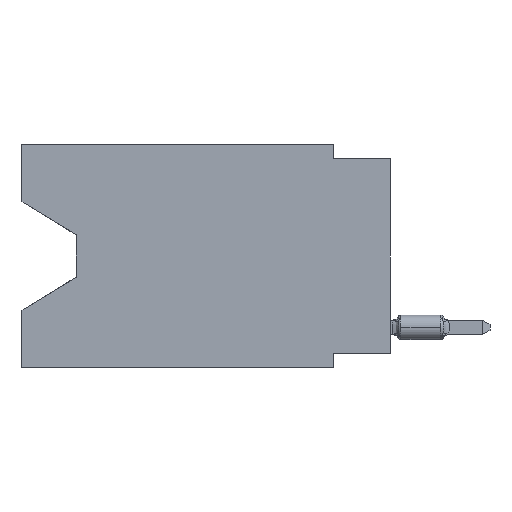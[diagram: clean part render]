
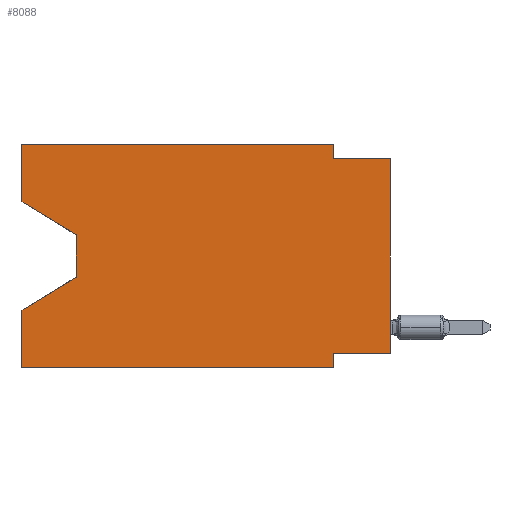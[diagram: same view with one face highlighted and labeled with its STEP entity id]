
A CAD part, left-side view. The second image highlights one B-rep face of the part: STEP entity #8088.
In plain terms, the highlighted planar face has unit normal (-1, 0, 0).
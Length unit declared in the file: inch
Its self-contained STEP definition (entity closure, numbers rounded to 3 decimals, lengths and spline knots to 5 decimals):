
#52 = LINE ( 'NONE', #4135, #9020 ) ;
#505 = LINE ( 'NONE', #5868, #947 ) ;
#947 = VECTOR ( 'NONE', #3397, 39.37008 ) ;
#1254 = EDGE_CURVE ( 'NONE', #14185, #7165, #7311, .T. ) ;
#1499 = CARTESIAN_POINT ( 'NONE',  ( 0., 0.645, -0.39 ) ) ;
#1518 = CARTESIAN_POINT ( 'NONE',  ( 0., 0.1, -0.365 ) ) ;
#1540 = CARTESIAN_POINT ( 'NONE',  ( 0., 0.645, -0.28975 ) ) ;
#1544 = CARTESIAN_POINT ( 'NONE',  ( 0., 0., -0.025 ) ) ;
#1645 = LINE ( 'NONE', #4128, #10569 ) ;
#2094 = VECTOR ( 'NONE', #8878, 39.37008 ) ;
#2177 = CARTESIAN_POINT ( 'NONE',  ( 0., 0.645, -0.10025 ) ) ;
#2489 = DIRECTION ( 'NONE',  ( 0., -1., 0. ) ) ;
#2508 = CARTESIAN_POINT ( 'NONE',  ( 0., 0., -0.365 ) ) ;
#2527 = LINE ( 'NONE', #8029, #9150 ) ;
#2572 = DIRECTION ( 'NONE',  ( 0., 0., -1. ) ) ;
#3011 = VERTEX_POINT ( 'NONE', #2177 ) ;
#3252 = VECTOR ( 'NONE', #2489, 39.37008 ) ;
#3397 = DIRECTION ( 'NONE',  ( 0., 0., 1. ) ) ;
#3600 = DIRECTION ( 'NONE',  ( 0., 0., -1. ) ) ;
#3613 = CARTESIAN_POINT ( 'NONE',  ( 0., 0.1, -0.025 ) ) ;
#3646 = ORIENTED_EDGE ( 'NONE', *, *, #13370, .F. ) ;
#3809 = VERTEX_POINT ( 'NONE', #12076 ) ;
#3881 = VECTOR ( 'NONE', #12719, 39.37008 ) ;
#4077 = ORIENTED_EDGE ( 'NONE', *, *, #11438, .T. ) ;
#4128 = CARTESIAN_POINT ( 'NONE',  ( 0., 0.55, -0.158 ) ) ;
#4135 = CARTESIAN_POINT ( 'NONE',  ( 0., 0.55, -0.232 ) ) ;
#4391 = ORIENTED_EDGE ( 'NONE', *, *, #7375, .F. ) ;
#4425 = DIRECTION ( 'NONE',  ( 0., 0., -1. ) ) ;
#4541 = ORIENTED_EDGE ( 'NONE', *, *, #11234, .T. ) ;
#5137 = VECTOR ( 'NONE', #11621, 39.37008 ) ;
#5271 = CARTESIAN_POINT ( 'NONE',  ( 0., 0.645, 0. ) ) ;
#5497 = ORIENTED_EDGE ( 'NONE', *, *, #6425, .F. ) ;
#5859 = LINE ( 'NONE', #2508, #9356 ) ;
#5868 = CARTESIAN_POINT ( 'NONE',  ( 0., 0.645, 0. ) ) ;
#5882 = EDGE_CURVE ( 'NONE', #3809, #11798, #7016, .T. ) ;
#6299 = LINE ( 'NONE', #10630, #10789 ) ;
#6425 = EDGE_CURVE ( 'NONE', #9073, #3809, #13650, .T. ) ;
#6633 = EDGE_CURVE ( 'NONE', #13835, #10068, #9956, .T. ) ;
#6718 = CARTESIAN_POINT ( 'NONE',  ( 0., 0.1, -0.39 ) ) ;
#6885 = ORIENTED_EDGE ( 'NONE', *, *, #6633, .F. ) ;
#6928 = EDGE_CURVE ( 'NONE', #10327, #7165, #52, .T. ) ;
#7016 = LINE ( 'NONE', #13596, #7632 ) ;
#7165 = VERTEX_POINT ( 'NONE', #1540 ) ;
#7245 = ORIENTED_EDGE ( 'NONE', *, *, #12504, .T. ) ;
#7311 = LINE ( 'NONE', #11572, #3881 ) ;
#7375 = EDGE_CURVE ( 'NONE', #3011, #9073, #505, .T. ) ;
#7565 = PLANE ( 'NONE',  #13808 ) ;
#7632 = VECTOR ( 'NONE', #3600, 39.37008 ) ;
#7768 = CARTESIAN_POINT ( 'NONE',  ( 0., 0.1, -0.39 ) ) ;
#7891 = ORIENTED_EDGE ( 'NONE', *, *, #6928, .T. ) ;
#7913 = LINE ( 'NONE', #1544, #3252 ) ;
#8029 = CARTESIAN_POINT ( 'NONE',  ( 0., 0.645, -0.10025 ) ) ;
#8077 = DIRECTION ( 'NONE',  ( 0., 1., 0. ) ) ;
#8088 = ADVANCED_FACE ( 'NONE', ( #12099 ), #7565, .F. ) ;
#8395 = EDGE_LOOP ( 'NONE', ( #12468, #4077, #7891, #8567, #4541, #6885, #9078, #7245, #3646, #9342, #5497, #4391 ) ) ;
#8483 = VERTEX_POINT ( 'NONE', #8682 ) ;
#8567 = ORIENTED_EDGE ( 'NONE', *, *, #1254, .F. ) ;
#8682 = CARTESIAN_POINT ( 'NONE',  ( 0., 0., -0.365 ) ) ;
#8779 = DIRECTION ( 'NONE',  ( 0., 0.855, -0.519 ) ) ;
#8878 = DIRECTION ( 'NONE',  ( 0., 0., 1. ) ) ;
#9020 = VECTOR ( 'NONE', #8779, 39.37008 ) ;
#9073 = VERTEX_POINT ( 'NONE', #10661 ) ;
#9078 = ORIENTED_EDGE ( 'NONE', *, *, #9828, .F. ) ;
#9150 = VECTOR ( 'NONE', #13447, 39.37008 ) ;
#9342 = ORIENTED_EDGE ( 'NONE', *, *, #5882, .F. ) ;
#9356 = VECTOR ( 'NONE', #8077, 39.37008 ) ;
#9539 = DIRECTION ( 'NONE',  ( 0., -1., 0. ) ) ;
#9546 = CARTESIAN_POINT ( 'NONE',  ( 0., 0., -0.025 ) ) ;
#9828 = EDGE_CURVE ( 'NONE', #8483, #13835, #5859, .T. ) ;
#9956 = LINE ( 'NONE', #6718, #11107 ) ;
#10068 = VERTEX_POINT ( 'NONE', #7768 ) ;
#10238 = DIRECTION ( 'NONE',  ( 0., 0., -1. ) ) ;
#10245 = CARTESIAN_POINT ( 'NONE',  ( 0., 0.55, -0.158 ) ) ;
#10327 = VERTEX_POINT ( 'NONE', #10594 ) ;
#10536 = CARTESIAN_POINT ( 'NONE',  ( 0., 0.645, 0. ) ) ;
#10569 = VECTOR ( 'NONE', #10238, 39.37008 ) ;
#10594 = CARTESIAN_POINT ( 'NONE',  ( 0., 0.55, -0.232 ) ) ;
#10630 = CARTESIAN_POINT ( 'NONE',  ( 0., 0.645, -0.39 ) ) ;
#10661 = CARTESIAN_POINT ( 'NONE',  ( 0., 0.645, 0. ) ) ;
#10789 = VECTOR ( 'NONE', #9539, 39.37008 ) ;
#10953 = DIRECTION ( 'NONE',  ( 1., 0., 0. ) ) ;
#11107 = VECTOR ( 'NONE', #2572, 39.37008 ) ;
#11234 = EDGE_CURVE ( 'NONE', #14185, #10068, #6299, .T. ) ;
#11438 = EDGE_CURVE ( 'NONE', #12652, #10327, #1645, .T. ) ;
#11572 = CARTESIAN_POINT ( 'NONE',  ( 0., 0.645, 0. ) ) ;
#11621 = DIRECTION ( 'NONE',  ( 0., -1., 0. ) ) ;
#11798 = VERTEX_POINT ( 'NONE', #3613 ) ;
#11927 = CARTESIAN_POINT ( 'NONE',  ( 0., 0., 0. ) ) ;
#12064 = EDGE_CURVE ( 'NONE', #3011, #12652, #2527, .T. ) ;
#12076 = CARTESIAN_POINT ( 'NONE',  ( 0., 0.1, 0. ) ) ;
#12099 = FACE_OUTER_BOUND ( 'NONE', #8395, .T. ) ;
#12338 = VERTEX_POINT ( 'NONE', #9546 ) ;
#12468 = ORIENTED_EDGE ( 'NONE', *, *, #12064, .T. ) ;
#12504 = EDGE_CURVE ( 'NONE', #8483, #12338, #14159, .T. ) ;
#12652 = VERTEX_POINT ( 'NONE', #10245 ) ;
#12719 = DIRECTION ( 'NONE',  ( 0., 0., 1. ) ) ;
#13370 = EDGE_CURVE ( 'NONE', #11798, #12338, #7913, .T. ) ;
#13447 = DIRECTION ( 'NONE',  ( 0., -0.855, -0.519 ) ) ;
#13596 = CARTESIAN_POINT ( 'NONE',  ( 0., 0.1, 0. ) ) ;
#13650 = LINE ( 'NONE', #10536, #5137 ) ;
#13808 = AXIS2_PLACEMENT_3D ( 'NONE', #5271, #10953, #4425 ) ;
#13835 = VERTEX_POINT ( 'NONE', #1518 ) ;
#14159 = LINE ( 'NONE', #11927, #2094 ) ;
#14185 = VERTEX_POINT ( 'NONE', #1499 ) ;
